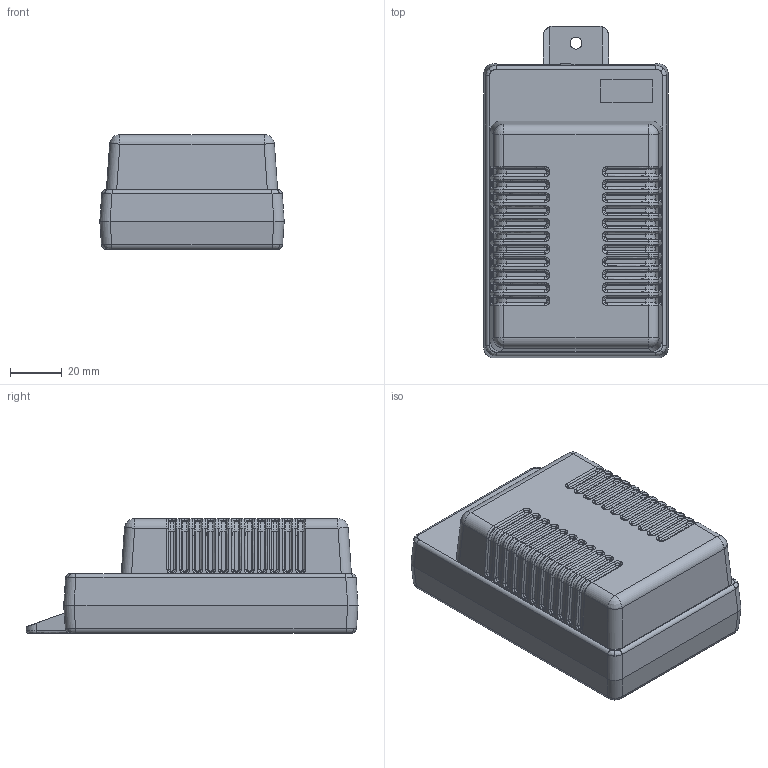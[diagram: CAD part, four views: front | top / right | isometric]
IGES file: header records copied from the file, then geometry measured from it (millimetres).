
Start section: SolidWorks IGES file using analytic representation for surfaces
Global section: file name: KM 104.IGS; native system: SolidWorks 2008; preprocessor: SolidWorks 2008; author: user; date: 081102.133131; units: millimetre
Bounding box: 71.6 x 128.94 x 44.6 mm (x, y, z)
Surface area: 63969.8 mm2 (no closed solid volume)
Topology: 0 solids, 0 shells, 1082 faces, 6872 edges, 6870 vertices
Faces by surface type: bspline 625, revolution 457
